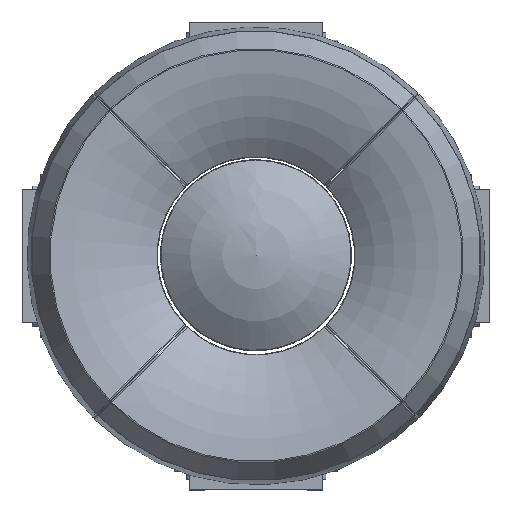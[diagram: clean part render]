
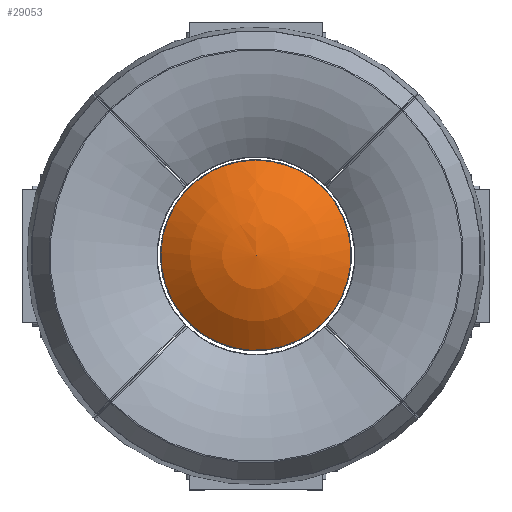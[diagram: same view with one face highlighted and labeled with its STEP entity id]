
A CAD part, top view. The second image highlights one B-rep face of the part: STEP entity #29053.
In plain terms, the highlighted spherical face has radius 11.5 mm.
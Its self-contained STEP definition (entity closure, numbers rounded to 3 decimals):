
#29037=CARTESIAN_POINT('',(0.,-12.5,0.2));
#29038=DIRECTION('',(0.0,0.0,1.0));
#29039=DIRECTION('',(1.0,0.0,0.0));
#29040=AXIS2_PLACEMENT_3D('',#29037,#29038,#29039);
#29041=SPHERICAL_SURFACE('',#29040,11.5);
#29042=CARTESIAN_POINT('',(3.907,-18.442,9.237));
#29043=VERTEX_POINT('',#29042);
#29044=CARTESIAN_POINT('',(0.,-12.5,9.237));
#29045=DIRECTION('',(0.0,0.0,-1.0));
#29046=DIRECTION('',(-0.549,0.836,0.0));
#29047=AXIS2_PLACEMENT_3D('',#29044,#29045,#29046);
#29048=CIRCLE('',#29047,7.112);
#29049=EDGE_CURVE('',#29043,#29043,#29048,.T.);
#29050=ORIENTED_EDGE('',*,*,#29049,.F.);
#29051=EDGE_LOOP('',(#29050));
#29052=FACE_OUTER_BOUND('',#29051,.T.);
#29053=ADVANCED_FACE('',(#29052),#29041,.T.);
